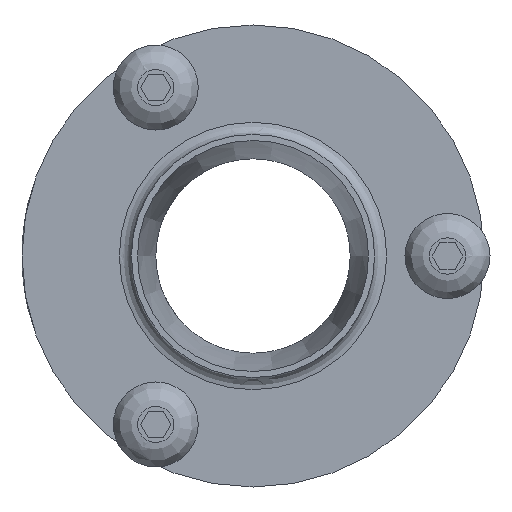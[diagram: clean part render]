
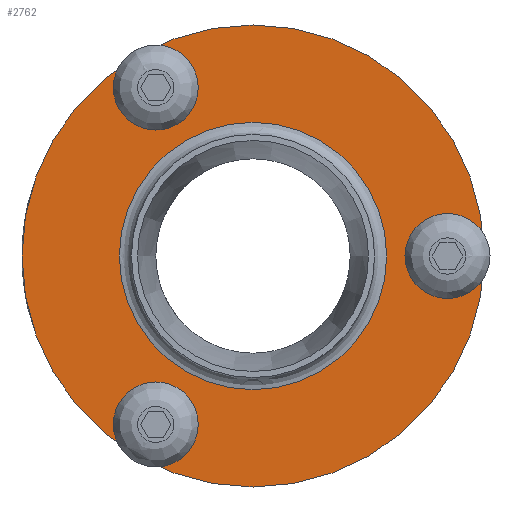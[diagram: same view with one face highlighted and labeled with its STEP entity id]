
A CAD part, left-side view. The second image highlights one B-rep face of the part: STEP entity #2762.
In plain terms, the highlighted planar face has unit normal (-1, 0, 0).
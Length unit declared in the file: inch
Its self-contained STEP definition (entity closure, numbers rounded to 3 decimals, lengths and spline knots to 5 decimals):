
#2539=CARTESIAN_POINT('',(-6.25521,7.8039,-0.74413));
#2540=VERTEX_POINT('',#2539);
#2541=CARTESIAN_POINT('',(-6.25521,7.87415,-0.86581));
#2542=DIRECTION('',(1.,0.0,0.0));
#2543=DIRECTION('',(0.0,0.5,-0.866));
#2544=AXIS2_PLACEMENT_3D('',#2541,#2542,#2543);
#2545=CIRCLE('',#2544,0.1405);
#2546=EDGE_CURVE('',#2540,#2540,#2545,.T.);
#2567=CARTESIAN_POINT('',(-6.25521,7.8039,0.74413));
#2568=VERTEX_POINT('',#2567);
#2569=CARTESIAN_POINT('',(-6.25521,7.87415,0.86581));
#2570=DIRECTION('',(1.0,0.0,0.0));
#2571=DIRECTION('',(0.0,0.5,0.866));
#2572=AXIS2_PLACEMENT_3D('',#2569,#2570,#2571);
#2573=CIRCLE('',#2572,0.1405);
#2574=EDGE_CURVE('',#2568,#2568,#2573,.T.);
#2595=CARTESIAN_POINT('',(-6.25521,6.51503,0.));
#2596=VERTEX_POINT('',#2595);
#2597=CARTESIAN_POINT('',(-6.25521,6.37453,0.));
#2598=DIRECTION('',(1.0,0.0,0.0));
#2599=DIRECTION('',(0.0,-1.0,0.0));
#2600=AXIS2_PLACEMENT_3D('',#2597,#2598,#2599);
#2601=CIRCLE('',#2600,0.1405);
#2602=EDGE_CURVE('',#2596,#2596,#2601,.T.);
#2719=CARTESIAN_POINT('',(-6.25521,8.06128,0.0));
#2720=VERTEX_POINT('',#2719);
#2721=CARTESIAN_POINT('',(-6.25521,7.37428,0.0));
#2722=DIRECTION('',(1.0,0.0,0.0));
#2723=DIRECTION('',(0.0,1.0,0.0));
#2724=AXIS2_PLACEMENT_3D('',#2721,#2722,#2723);
#2725=CIRCLE('',#2724,0.687);
#2726=EDGE_CURVE('',#2720,#2720,#2725,.T.);
#2734=CARTESIAN_POINT('',(-6.25521,8.31153,0.0));
#2735=DIRECTION('',(-1.0,0.0,0.0));
#2736=DIRECTION('',(0.0,0.0,1.0));
#2737=AXIS2_PLACEMENT_3D('',#2734,#2735,#2736);
#2738=PLANE('',#2737);
#2739=CARTESIAN_POINT('',(-6.25521,8.56178,0.0));
#2740=VERTEX_POINT('',#2739);
#2741=CARTESIAN_POINT('',(-6.25521,7.37428,0.0));
#2742=DIRECTION('',(1.0,0.0,0.0));
#2743=DIRECTION('',(0.0,1.0,0.0));
#2744=AXIS2_PLACEMENT_3D('',#2741,#2742,#2743);
#2745=CIRCLE('',#2744,1.1875);
#2746=EDGE_CURVE('',#2740,#2740,#2745,.T.);
#2747=ORIENTED_EDGE('',*,*,#2746,.F.);
#2748=EDGE_LOOP('',(#2747));
#2749=FACE_OUTER_BOUND('',#2748,.T.);
#2750=ORIENTED_EDGE('',*,*,#2546,.T.);
#2751=EDGE_LOOP('',(#2750));
#2752=FACE_BOUND('',#2751,.T.);
#2753=ORIENTED_EDGE('',*,*,#2574,.T.);
#2754=EDGE_LOOP('',(#2753));
#2755=FACE_BOUND('',#2754,.T.);
#2756=ORIENTED_EDGE('',*,*,#2602,.T.);
#2757=EDGE_LOOP('',(#2756));
#2758=FACE_BOUND('',#2757,.T.);
#2759=ORIENTED_EDGE('',*,*,#2726,.T.);
#2760=EDGE_LOOP('',(#2759));
#2761=FACE_BOUND('',#2760,.T.);
#2762=ADVANCED_FACE('',(#2749,#2752,#2755,#2758,#2761),#2738,.T.);
